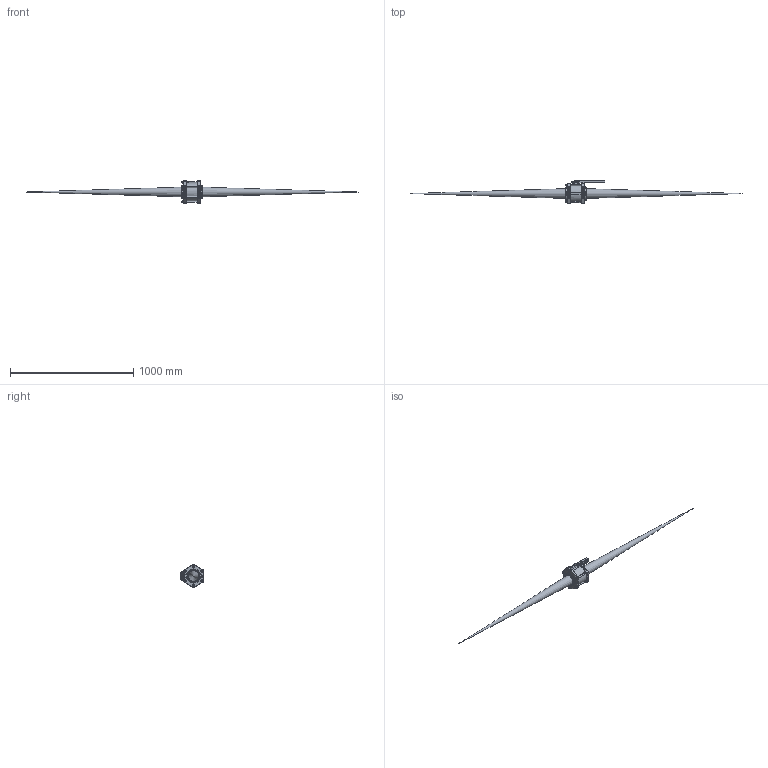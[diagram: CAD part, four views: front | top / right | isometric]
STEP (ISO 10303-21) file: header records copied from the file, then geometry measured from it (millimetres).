
FILE_DESCRIPTION(/* description */ ('3" FPT POLY FP VALVE'),/* implementation_level */ '2;1');
FILE_NAME(/* name */ 'V300FP.stp',/* time_stamp */ '2020-07-20T14:47:27-04:00',/* author */ ('MEG'),/* organization */ (''),/* preprocessor_version */ 'ST-DEVELOPER v17.2',/* originating_system */ 'Autodesk Inventor 2019',/* authorisation */ '');
FILE_SCHEMA (('AUTOMOTIVE_DESIGN { 1 0 10303 214 3 1 1 }'));
Length unit declared in the file: inch
Products named in the file (23): V300FP; V35254; V35254_1; VL1000; V35264; VX35264; V35258A; V35255A; V35255AM; V35255AY; V35255AX; V35017; V25163; V25160; V25153; V30151; V30151X; V25121; V25060; V25020; V20019; V20018; V35265
Assembly tree (40 placements, depth 5):
  V300FP
    V35254
      V35254_1
      VL1000
    V35264  x2
      VX35264
    V35258A  x2
    V35255A
      V35255AM
        V35255AY
          V35255AX
    V35017  x6
    V25163
    V25160
    V25153
    V30151
      V30151X
    V25121
    V25060
    V25020
    V20019  x6
    V20018  x6
    V35265  x2
Bounding box: 2694.23 x 190.42 x 186.22 mm (x, y, z)
Volume: 1919515.5 mm3; surface area: 1249902 mm2
Topology: 41 solids, 41 shells, 3795 faces, 9800 edges, 6394 vertices
Faces by surface type: plane 1979, bspline 927, cylinder 548, cone 245, torus 80, sphere 16
Full cylindrical faces by diameter (mm): 7.171 x12, 7.798 x1, 9.525 x116, 10.312 x1, 11.176 x12, 11.557 x2, 12.7 x2, 14.275 x1, 25.4 x2, 25.527 x1, 25.806 x1, 31.521 x1, 31.623 x1, 31.75 x3, 35.306 x1, 36.525 x1, 37.084 x2, 54.61 x1, 74.168 x1, 76.2 x2, 78.74 x2, 81.585 x2, 82.55 x2, 86.665 x2, 100.33 x2, 100.736 x2, 108.204 x2, 125.476 x2, 126.492 x1, 130.505 x2
Entity records: 106731 total; most frequent: CARTESIAN_POINT 37617, ORIENTED_EDGE 15592, DIRECTION 11126, EDGE_CURVE 7796, LINE 5220, VECTOR 5220, VERTEX_POINT 5131, EDGE_LOOP 3305
